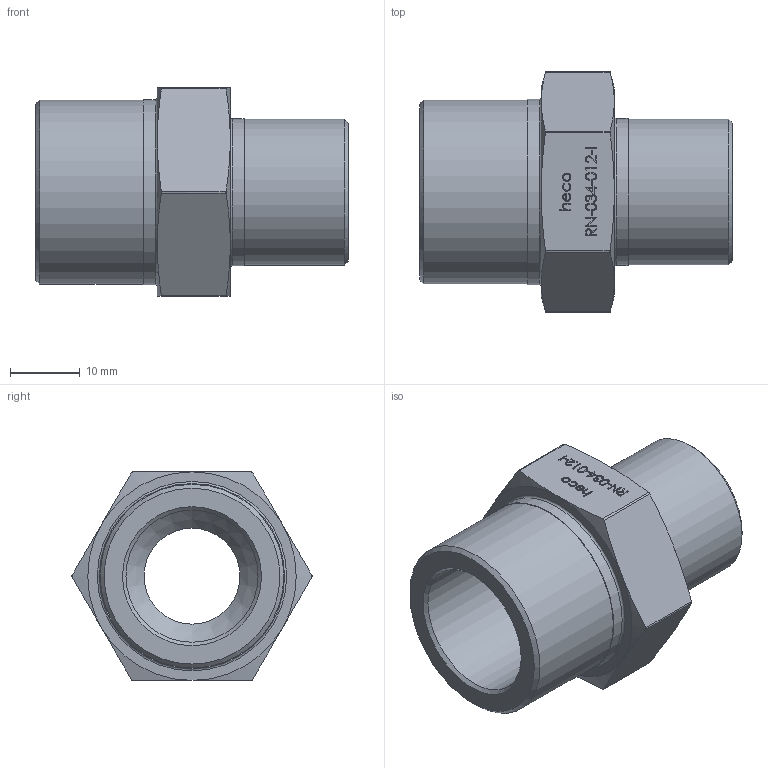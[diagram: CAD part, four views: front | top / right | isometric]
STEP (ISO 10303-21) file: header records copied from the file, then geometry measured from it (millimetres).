
FILE_DESCRIPTION (( 'STEP AP214' ), '1' );
FILE_NAME ('heco_RN-034-012-I.STEP', '2016-07-05T08:13:56', ( '' ), ( '' ), 'SwSTEP 2.0', 'SolidWorks 2011', '' );
FILE_SCHEMA (( 'AUTOMOTIVE_DESIGN' ));
Length unit declared in the file: millimetre
Products named in the file (1): heco_RN-034-012-I
Bounding box: 45 x 34.55 x 30.05 mm (x, y, z)
Volume: 13855.3 mm3; surface area: 7034.3 mm2
Topology: 1 solids, 1 shells, 221 faces, 561 edges, 368 vertices
Faces by surface type: plane 112, bspline 78, cone 17, cylinder 12, torus 2
Full cylindrical faces by diameter (mm): 13.8 x1, 19 x1, 20.955 x1, 21.155 x1, 26.441 x1, 26.641 x1
Entity records: 12875 total; most frequent: CARTESIAN_POINT 6272, ORIENTED_EDGE 1092, DIRECTION 672, EDGE_CURVE 546, VERTEX_POINT 366, LINE 324, VECTOR 324, EDGE_LOOP 262
